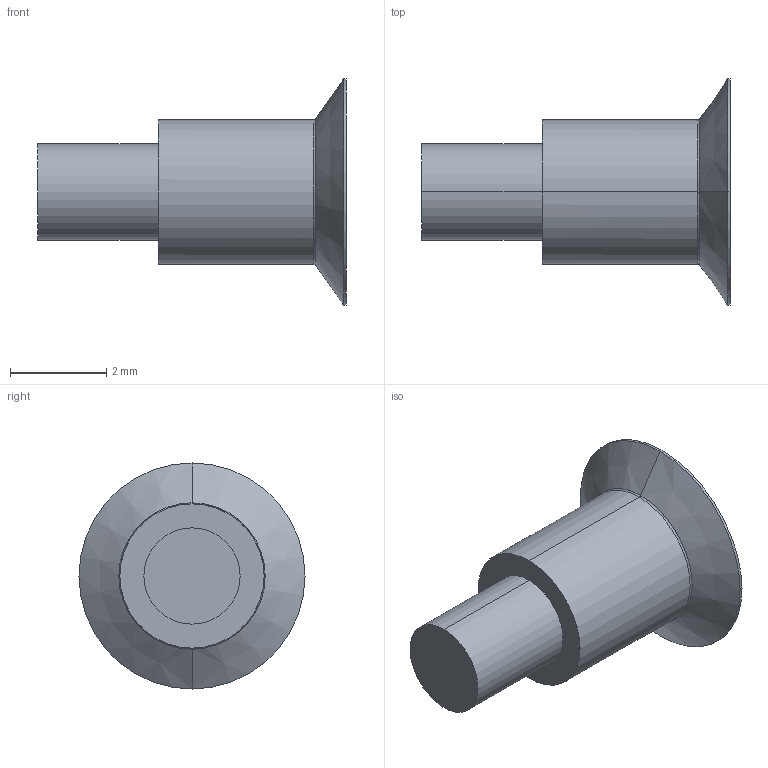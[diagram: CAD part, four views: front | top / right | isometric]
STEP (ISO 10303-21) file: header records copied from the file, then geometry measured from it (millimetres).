
FILE_DESCRIPTION (( 'STEP AP203' ), '1' );
FILE_NAME ('PORG_LEAF_SPRING_SCREW.step_Default_sldprt.STEP', '2021-02-13T10:56:31', ( '' ), ( '' ), 'SwSTEP 2.0', 'SolidWorks 2019', '' );
FILE_SCHEMA (( 'CONFIG_CONTROL_DESIGN' ));
Length unit declared in the file: metre
Products named in the file (1): PORG_LEAF_SPRING_SCREW.step_Default_sldprt
Bounding box: 6.41 x 4.7 x 4.7 mm (x, y, z)
Volume: 35.1 mm3; surface area: 90.6 mm2
Topology: 1 solids, 1 shells, 34 faces, 88 edges, 58 vertices
Faces by surface type: cone 16, cylinder 6, bspline 6, plane 4, torus 2
Entity records: 1835 total; most frequent: CARTESIAN_POINT 971, ORIENTED_EDGE 176, DIRECTION 160, EDGE_CURVE 88, AXIS2_PLACEMENT_3D 69, VERTEX_POINT 58, CIRCLE 40, EDGE_LOOP 36
